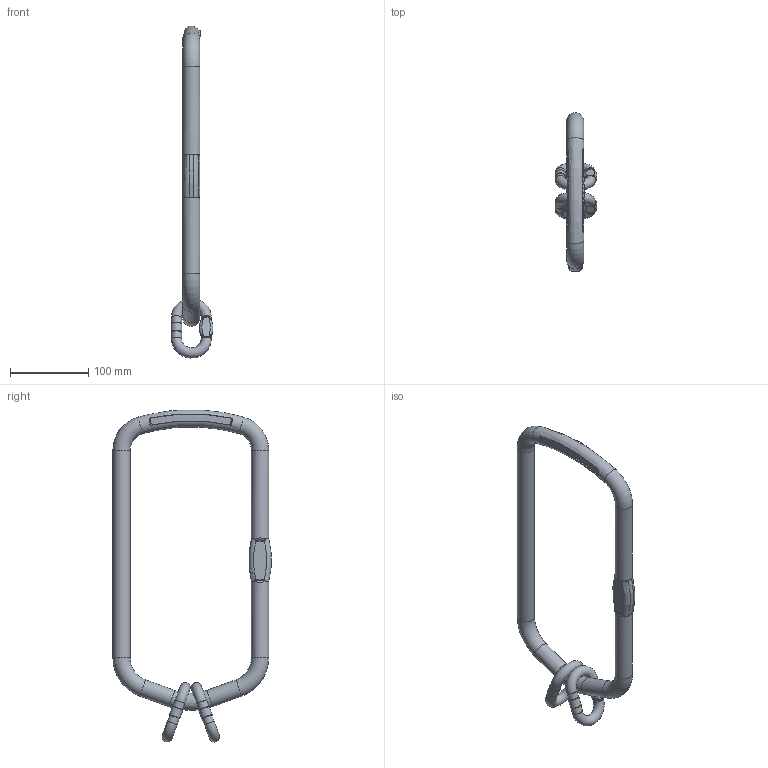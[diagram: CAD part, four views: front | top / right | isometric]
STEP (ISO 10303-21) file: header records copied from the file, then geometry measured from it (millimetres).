
FILE_DESCRIPTION(/* description */ (''),/* implementation_level */ '2;1');
FILE_NAME(/* name */ 'VLWP_2-7_8.stp',/* time_stamp */ '2018-02-23T11:41:27+01:00',/* author */ (''),/* organization */ (''),/* preprocessor_version */ 'ST-DEVELOPER v16',/* originating_system */ 'SIEMENS PLM Software NX 11.0',/* authorisation */ '');
FILE_SCHEMA (('AUTOMOTIVE_DESIGN { 1 0 10303 214 3 1 1 1 }'));
Length unit declared in the file: millimetre
Products named in the file (1): kch3EC42524lltt
Bounding box: 53.58 x 202.11 x 423.97 mm (x, y, z)
Volume: 420190 mm3; surface area: 83395.6 mm2
Topology: 3 solids, 3 shells, 307 faces, 774 edges, 444 vertices
Faces by surface type: bspline 136, plane 68, cylinder 55, torus 24, extrusion 20, cone 4
Full cylindrical faces by diameter (mm): 13 x8, 13.975 x2, 22 x5
Entity records: 12321 total; most frequent: CARTESIAN_POINT 6388, ORIENTED_EDGE 1402, DIRECTION 914, EDGE_CURVE 701, VERTEX_POINT 432, AXIS2_PLACEMENT_3D 374, B_SPLINE_CURVE_WITH_KNOTS 353, EDGE_LOOP 345
